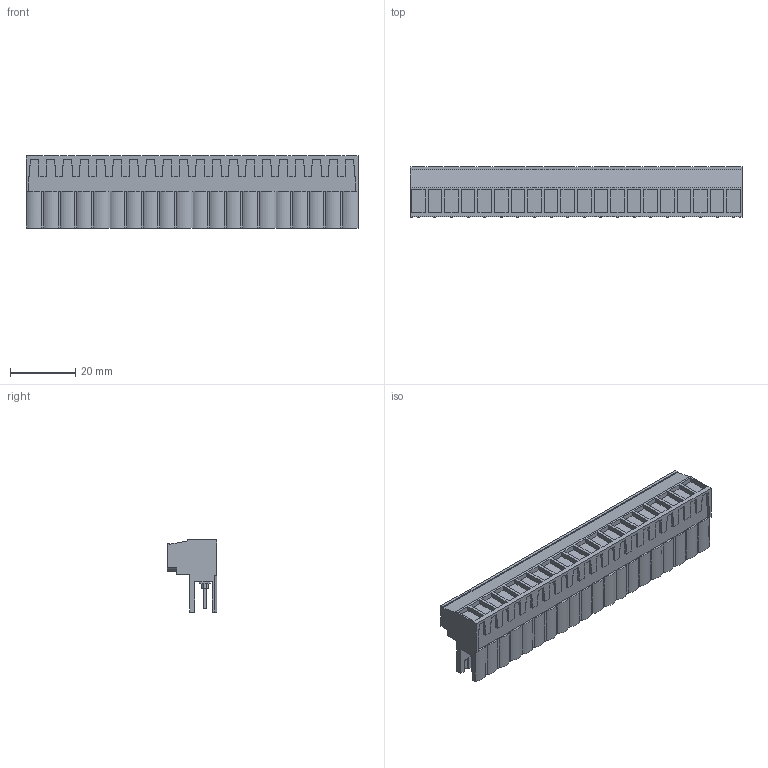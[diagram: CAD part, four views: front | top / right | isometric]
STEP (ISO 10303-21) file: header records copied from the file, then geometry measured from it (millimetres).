
FILE_DESCRIPTION(('CATIA V5 STEP','CAx-IF Rec.Pracs.--- Model Styling and Organization---1.2---2011-12-15'),'2;1');
FILE_NAME ('D1454234_0_1644870000_1644870000.stp','2017-06-01T06:26:56+00:00',('none'),('Weidmueller'),'CATIA Version 5-6 Release 2014','CATIA V5 STEP AP214','none');
FILE_SCHEMA(('AUTOMOTIVE_DESIGN { 1 0 10303 214 1 1 1 1 }'));
Length unit declared in the file: millimetre
Products named in the file (1): 1644870000
Bounding box: 101.6 x 15.3 x 22.05 mm (x, y, z)
Volume: 17313.4 mm3; surface area: 14558.9 mm2
Topology: 41 solids, 41 shells, 1369 faces, 3731 edges, 2524 vertices
Faces by surface type: plane 1029, cylinder 260, extrusion 80
Entity records: 41639 total; most frequent: CARTESIAN_POINT 9626, ORIENTED_EDGE 7462, DIRECTION 4951, EDGE_CURVE 3731, VECTOR 3049, LINE 2969, VERTEX_POINT 2524, EDGE_LOOP 1489
